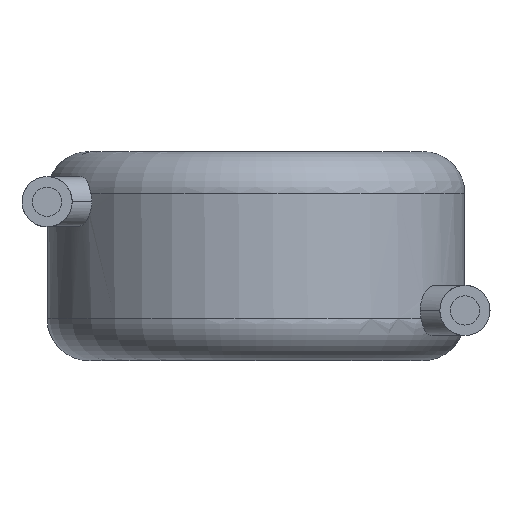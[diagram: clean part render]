
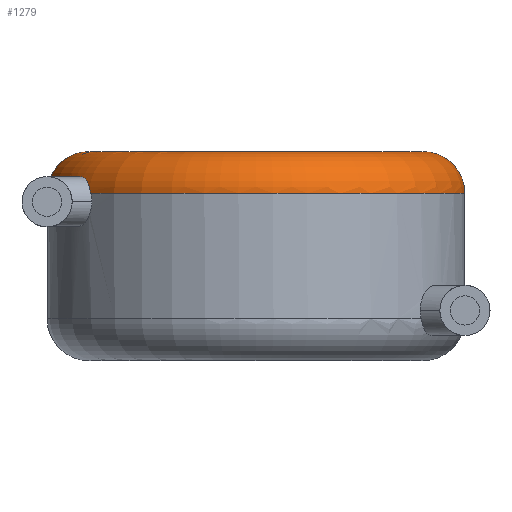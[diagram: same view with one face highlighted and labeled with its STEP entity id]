
A CAD part, front view. The second image highlights one B-rep face of the part: STEP entity #1279.
In plain terms, the highlighted toroidal (fillet/blend) face has major radius 4 mm and minor radius 1 mm.
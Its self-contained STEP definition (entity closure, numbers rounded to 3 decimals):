
#11 = ORIENTED_EDGE ( 'NONE', *, *, #435, .T. ) ;
#40 = VERTEX_POINT ( 'NONE', #1969 ) ;
#92 = AXIS2_PLACEMENT_3D ( 'NONE', #817, #1143, #2275 ) ;
#106 = AXIS2_PLACEMENT_3D ( 'NONE', #2215, #3103, #2766 ) ;
#161 = CARTESIAN_POINT ( 'NONE',  ( -4.343, -2.346, 4.362 ) ) ;
#358 = CARTESIAN_POINT ( 'NONE',  ( 0., 0., 4. ) ) ;
#432 = DIRECTION ( 'NONE',  ( 0., 0., -1. ) ) ;
#435 = EDGE_CURVE ( 'NONE', #1387, #1954, #3678, .T. ) ;
#451 = ORIENTED_EDGE ( 'NONE', *, *, #2242, .F. ) ;
#468 = TOROIDAL_SURFACE ( 'NONE', #2799, 4., 1. ) ;
#501 = EDGE_CURVE ( 'NONE', #1387, #1221, #1356, .T. ) ;
#681 = CARTESIAN_POINT ( 'NONE',  ( -4.541, -2.092, 4. ) ) ;
#702 = CARTESIAN_POINT ( 'NONE',  ( 0., 0., 4. ) ) ;
#758 = CARTESIAN_POINT ( 'NONE',  ( -4., 0., 5. ) ) ;
#817 = CARTESIAN_POINT ( 'NONE',  ( 4., 0., 4. ) ) ;
#884 = CIRCLE ( 'NONE', #1671, 1. ) ;
#946 = CARTESIAN_POINT ( 'NONE',  ( -3.978, -3.03, 4.118 ) ) ;
#996 = ORIENTED_EDGE ( 'NONE', *, *, #501, .F. ) ;
#1143 = DIRECTION ( 'NONE',  ( 0., -1., 0. ) ) ;
#1221 = VERTEX_POINT ( 'NONE', #2804 ) ;
#1232 = DIRECTION ( 'NONE',  ( 0., 0., -1. ) ) ;
#1234 = EDGE_CURVE ( 'NONE', #2542, #1954, #1492, .T. ) ;
#1264 = ORIENTED_EDGE ( 'NONE', *, *, #1306, .T. ) ;
#1279 = ADVANCED_FACE ( 'NONE', ( #2070 ), #468, .T. ) ;
#1306 = EDGE_CURVE ( 'NONE', #2661, #1221, #2106, .T. ) ;
#1356 = CIRCLE ( 'NONE', #3085, 5. ) ;
#1387 = VERTEX_POINT ( 'NONE', #3061 ) ;
#1492 = CIRCLE ( 'NONE', #106, 4. ) ;
#1525 = CARTESIAN_POINT ( 'NONE',  ( -4., 0., 4. ) ) ;
#1671 = AXIS2_PLACEMENT_3D ( 'NONE', #1525, #2036, #1750 ) ;
#1750 = DIRECTION ( 'NONE',  ( -1., 0., 0. ) ) ;
#1814 = EDGE_CURVE ( 'NONE', #40, #2542, #884, .T. ) ;
#1829 = CARTESIAN_POINT ( 'NONE',  ( -4.267, -2.444, 4.401 ) ) ;
#1935 = ORIENTED_EDGE ( 'NONE', *, *, #1234, .F. ) ;
#1954 = VERTEX_POINT ( 'NONE', #2113 ) ;
#1969 = CARTESIAN_POINT ( 'NONE',  ( -5., 0., 4. ) ) ;
#2036 = DIRECTION ( 'NONE',  ( 0., 1., 0. ) ) ;
#2070 = FACE_OUTER_BOUND ( 'NONE', #3096, .T. ) ;
#2106 = B_SPLINE_CURVE_WITH_KNOTS ( 'NONE', 3,
 ( #681, #3564, #2435, #161, #1829, #3231, #2449, #2963, #946, #2112 ),
 .UNSPECIFIED., .F., .F.,
 ( 4, 2, 2, 2, 4 ),
 ( 0., 0., 0.001, 0.001, 0.001 ),
 .UNSPECIFIED. ) ;
#2112 = CARTESIAN_POINT ( 'NONE',  ( -3.952, -3.063, 4. ) ) ;
#2113 = CARTESIAN_POINT ( 'NONE',  ( 4., 0., 5. ) ) ;
#2215 = CARTESIAN_POINT ( 'NONE',  ( 0., 0., 5. ) ) ;
#2242 = EDGE_CURVE ( 'NONE', #2661, #40, #2392, .T. ) ;
#2275 = DIRECTION ( 'NONE',  ( 0., 0., -1. ) ) ;
#2392 = CIRCLE ( 'NONE', #2856, 5. ) ;
#2435 = CARTESIAN_POINT ( 'NONE',  ( -4.472, -2.189, 4.219 ) ) ;
#2449 = CARTESIAN_POINT ( 'NONE',  ( -4.088, -2.768, 4.36 ) ) ;
#2542 = VERTEX_POINT ( 'NONE', #758 ) ;
#2595 = ORIENTED_EDGE ( 'NONE', *, *, #1814, .F. ) ;
#2645 = DIRECTION ( 'NONE',  ( 1., 0., 0. ) ) ;
#2661 = VERTEX_POINT ( 'NONE', #2959 ) ;
#2722 = CARTESIAN_POINT ( 'NONE',  ( 0., 0., 4. ) ) ;
#2766 = DIRECTION ( 'NONE',  ( 1., 0., 0. ) ) ;
#2799 = AXIS2_PLACEMENT_3D ( 'NONE', #2722, #2950, #3246 ) ;
#2804 = CARTESIAN_POINT ( 'NONE',  ( -3.952, -3.063, 4. ) ) ;
#2856 = AXIS2_PLACEMENT_3D ( 'NONE', #358, #1232, #2645 ) ;
#2950 = DIRECTION ( 'NONE',  ( 0., 0., 1. ) ) ;
#2959 = CARTESIAN_POINT ( 'NONE',  ( -4.541, -2.092, 4. ) ) ;
#2963 = CARTESIAN_POINT ( 'NONE',  ( -4.008, -2.955, 4.22 ) ) ;
#3061 = CARTESIAN_POINT ( 'NONE',  ( 5., 0., 4. ) ) ;
#3085 = AXIS2_PLACEMENT_3D ( 'NONE', #702, #432, #3167 ) ;
#3096 = EDGE_LOOP ( 'NONE', ( #2595, #451, #1264, #996, #11, #1935 ) ) ;
#3103 = DIRECTION ( 'NONE',  ( 0., 0., 1. ) ) ;
#3167 = DIRECTION ( 'NONE',  ( 1., 0., 0. ) ) ;
#3231 = CARTESIAN_POINT ( 'NONE',  ( -4.14, -2.656, 4.399 ) ) ;
#3246 = DIRECTION ( 'NONE',  ( 1., 0., 0. ) ) ;
#3564 = CARTESIAN_POINT ( 'NONE',  ( -4.523, -2.131, 4.118 ) ) ;
#3678 = CIRCLE ( 'NONE', #92, 1. ) ;
